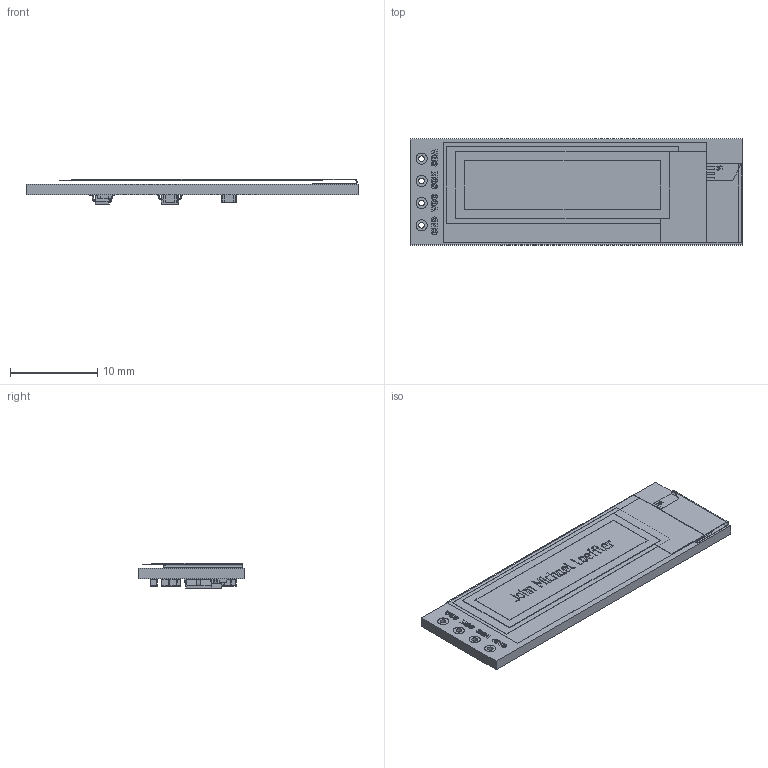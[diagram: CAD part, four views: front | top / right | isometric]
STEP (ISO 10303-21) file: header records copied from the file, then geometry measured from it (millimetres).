
FILE_DESCRIPTION(/* description */ ('STEP AP242','CAx-IF Rec.Pracs.---Representation and Presentation of Product Manufacturing Information (PMI)---4.0---2014-10-13','CAx-IF Rec.Pracs.---3D Tessellated Geometry---0.4---2014-09-14','2;1'),/* implementation_level */ '2;1');
FILE_NAME(/* name */ '68507bb900c3b80059921c0c',/* time_stamp */ '2025-06-16T20:16:58Z',/* author */ (''),/* organization */ (''),/* preprocessor_version */ 'ST-DEVELOPER v20',/* originating_system */ 'ONSHAPE BY PTC INC, 1.199',/* authorisation */ ' ');
FILE_SCHEMA (('AP242_MANAGED_MODEL_BASED_3D_ENGINEERING_MIM_LF { 1 0 10303 442 1 1 4 }'));
Length unit declared in the file: metre
Products named in the file (8): 0.91in OLED Module - Without Glass v1; 0603 Capacitor; SOT23-3; Diode (SOD-323); 0.91in OLED - Folded Flush - Without Glass; 0603 Resistor; 0.91in oled Module - Board
Assembly tree (19 placements, depth 2):
  0.91in OLED Module - Without Glass v1
    0603 Capacitor  x9
    SOT23-3
    Diode (SOD-323)
    0.91in OLED - Folded Flush - Without Glass
    0603 Resistor  x5
    0.91in OLED - Folded Flush - Without Glass
    0.91in oled Module - Board
Bounding box: 37.95 x 12.12 x 2.93 mm (x, y, z)
Volume: 598.6 mm3; surface area: 1912.4 mm2
Topology: 19 solids, 39 shells, 1560 faces, 3807 edges, 2511 vertices
Faces by surface type: plane 1257, bspline 180, cylinder 123
Full cylindrical faces by diameter (mm): 0.635 x4, 1.27 x4
Entity records: 48081 total; most frequent: CARTESIAN_POINT 11786, ORIENTED_EDGE 6184, DIRECTION 5020, EDGE_CURVE 3092, LINE 2686, VECTOR 2686, VERTEX_POINT 2058, EDGE_LOOP 1396
